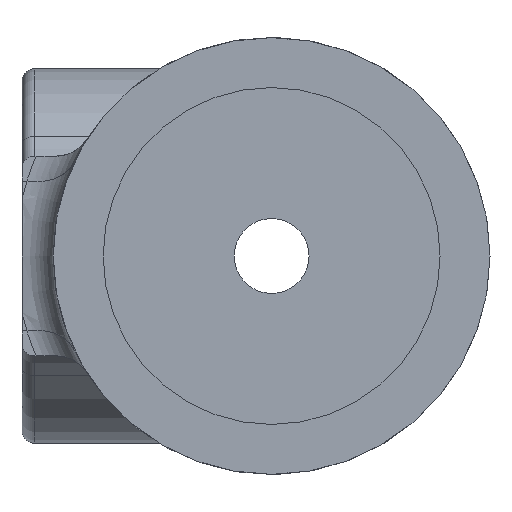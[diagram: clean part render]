
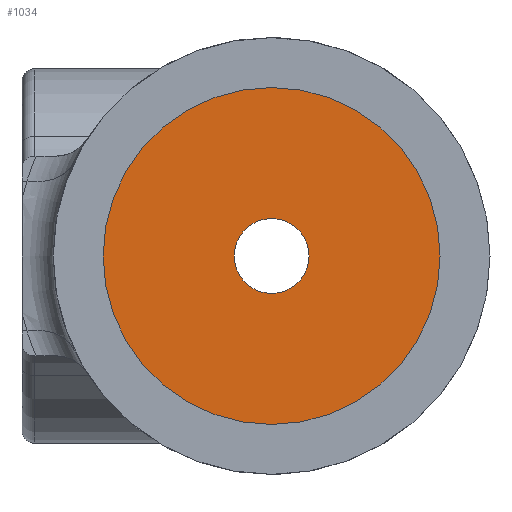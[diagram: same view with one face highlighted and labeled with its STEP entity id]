
A CAD part, front view. The second image highlights one B-rep face of the part: STEP entity #1034.
In plain terms, the highlighted planar face has unit normal (0, -1, 0).
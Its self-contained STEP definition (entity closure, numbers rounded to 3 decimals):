
#16=FACE_BOUND('',#195,.T.);
#70=PLANE('',#1163);
#134=FACE_OUTER_BOUND('',#194,.T.);
#194=EDGE_LOOP('',(#867,#868));
#195=EDGE_LOOP('',(#869));
#380=CIRCLE('',#1159,13.5);
#381=CIRCLE('',#1160,13.5);
#382=CIRCLE('',#1164,3.);
#477=VERTEX_POINT('',#2015);
#478=VERTEX_POINT('',#2017);
#480=VERTEX_POINT('',#2026);
#621=EDGE_CURVE('',#477,#478,#380,.T.);
#622=EDGE_CURVE('',#478,#477,#381,.T.);
#625=EDGE_CURVE('',#480,#480,#382,.T.);
#867=ORIENTED_EDGE('',*,*,#622,.F.);
#868=ORIENTED_EDGE('',*,*,#621,.F.);
#869=ORIENTED_EDGE('',*,*,#625,.F.);
#1034=ADVANCED_FACE('',(#134,#16),#70,.F.);
#1159=AXIS2_PLACEMENT_3D('',#2018,#1417,#1418);
#1160=AXIS2_PLACEMENT_3D('',#2019,#1419,#1420);
#1163=AXIS2_PLACEMENT_3D('',#2025,#1427,#1428);
#1164=AXIS2_PLACEMENT_3D('',#2027,#1429,#1430);
#1417=DIRECTION('center_axis',(0.,1.,0.));
#1418=DIRECTION('ref_axis',(1.,0.,0.));
#1419=DIRECTION('center_axis',(0.,1.,0.));
#1420=DIRECTION('ref_axis',(1.,0.,0.));
#1427=DIRECTION('center_axis',(0.,1.,0.));
#1428=DIRECTION('ref_axis',(0.,0.,1.));
#1429=DIRECTION('center_axis',(0.,-1.,0.));
#1430=DIRECTION('ref_axis',(1.,0.,0.));
#2015=CARTESIAN_POINT('',(-13.5,0.,0.));
#2017=CARTESIAN_POINT('',(13.5,0.,0.));
#2018=CARTESIAN_POINT('Origin',(0.,0.,0.));
#2019=CARTESIAN_POINT('Origin',(0.,0.,0.));
#2025=CARTESIAN_POINT('Origin',(0.,0.,0.));
#2026=CARTESIAN_POINT('',(-3.,0.,0.));
#2027=CARTESIAN_POINT('Origin',(0.,0.,0.));
